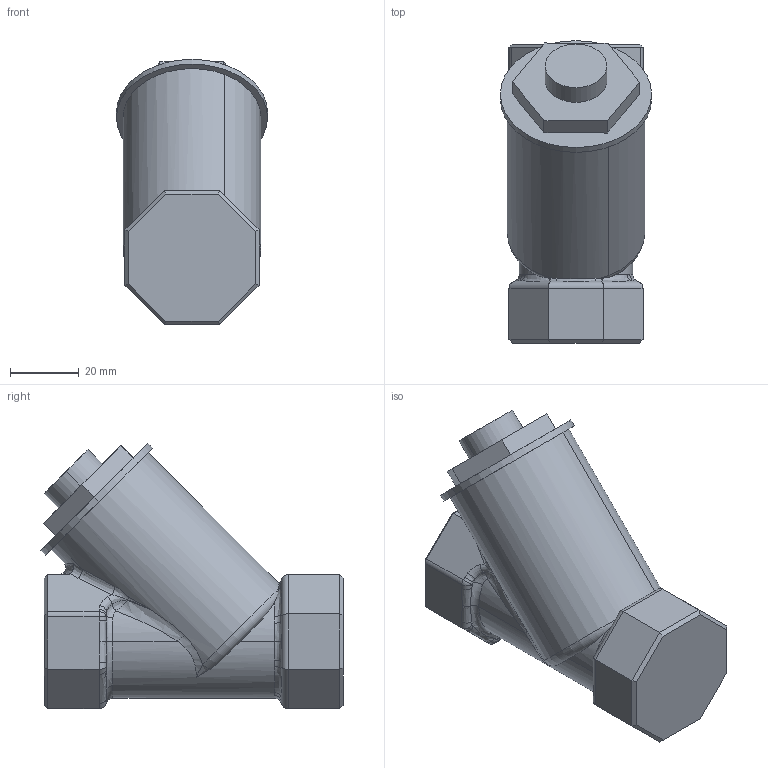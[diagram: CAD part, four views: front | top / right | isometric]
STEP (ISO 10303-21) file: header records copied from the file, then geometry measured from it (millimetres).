
FILE_DESCRIPTION(('CATIA V5 STEP Exchange','CAx-IF Rec.Pracs.--- Model Styling and Organization---1.5--- 2016-08-15','CAx-IF Rec.Pracs.---Supplemental Geometry---1.0---2011-11-01','CAx-IF Rec.Pracs.--- Composite Materials ---3.4---2017-06-13','CAx-IF Rec.Pracs.---Tessellated 3D Geometry---1.0---2015-12-17'),'2;1');
FILE_NAME('STEP_750906_-_TST.stp','2025-10-27T10:27:03+00:00',('none'),('none'),'CATIA Version 5-6 Release 2020 SP5','CATIA V5 STEP AP242 v2','none');
FILE_SCHEMA(('AP242_MANAGED_MODEL_BASED_3D_ENGINEERING_MIM_LF {1 0 10303 442 1 1 4}'));
Length unit declared in the file: millimetre
Products named in the file (1): 750906 - TST
Bounding box: 44 x 87.97 x 77.19 mm (x, y, z)
Volume: 148253.3 mm3; surface area: 18908.4 mm2
Topology: 1 solids, 1 shells, 151 faces, 359 edges, 209 vertices
Faces by surface type: plane 60, bspline 45, cylinder 31, torus 13, sphere 2
Entity records: 7359 total; most frequent: CARTESIAN_POINT 4498, ORIENTED_EDGE 710, EDGE_CURVE 355, DIRECTION 350, VERTEX_POINT 209, B_SPLINE_CURVE_WITH_KNOTS 165, EDGE_LOOP 154, ADVANCED_FACE 151
